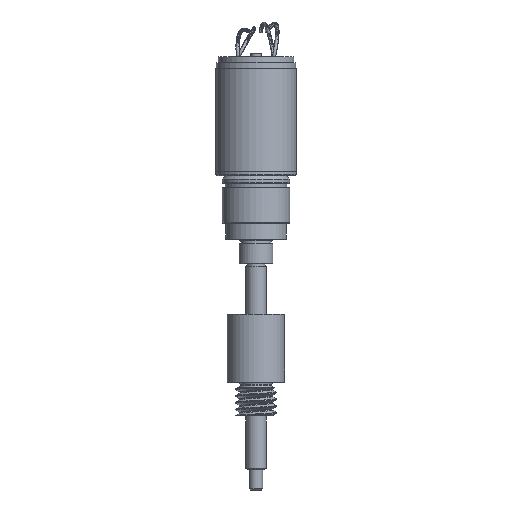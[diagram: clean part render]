
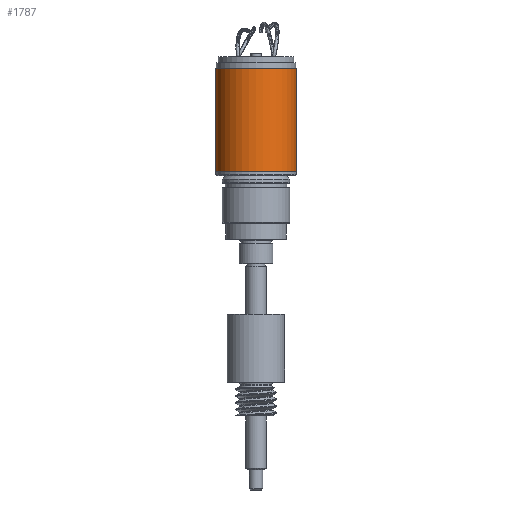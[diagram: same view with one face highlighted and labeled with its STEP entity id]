
A CAD part, front view. The second image highlights one B-rep face of the part: STEP entity #1787.
In plain terms, the highlighted cylindrical face has radius 6 mm (diameter 12 mm), a full revolution.
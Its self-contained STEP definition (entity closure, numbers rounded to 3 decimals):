
#207=FACE_OUTER_BOUND('',#327,.T.);
#327=EDGE_LOOP('',(#1501,#1502,#1503,#1504,#1505,#1506));
#441=CIRCLE('',#1994,6.);
#442=CIRCLE('',#1995,6.);
#445=CIRCLE('',#2000,6.);
#446=CIRCLE('',#2001,6.);
#581=LINE('',#6144,#670);
#670=VECTOR('',#2472,6.);
#825=VERTEX_POINT('',#6132);
#826=VERTEX_POINT('',#6133);
#829=VERTEX_POINT('',#6143);
#830=VERTEX_POINT('',#6145);
#1058=EDGE_CURVE('',#825,#826,#441,.T.);
#1059=EDGE_CURVE('',#826,#825,#442,.T.);
#1063=EDGE_CURVE('',#826,#829,#581,.T.);
#1064=EDGE_CURVE('',#830,#829,#445,.T.);
#1065=EDGE_CURVE('',#829,#830,#446,.T.);
#1501=ORIENTED_EDGE('',*,*,#1058,.F.);
#1502=ORIENTED_EDGE('',*,*,#1059,.F.);
#1503=ORIENTED_EDGE('',*,*,#1063,.T.);
#1504=ORIENTED_EDGE('',*,*,#1064,.F.);
#1505=ORIENTED_EDGE('',*,*,#1065,.F.);
#1506=ORIENTED_EDGE('',*,*,#1063,.F.);
#1587=CYLINDRICAL_SURFACE('',#1999,6.);
#1787=ADVANCED_FACE('',(#207),#1587,.T.);
#1994=AXIS2_PLACEMENT_3D('',#6134,#2459,#2460);
#1995=AXIS2_PLACEMENT_3D('',#6135,#2461,#2462);
#1999=AXIS2_PLACEMENT_3D('',#6142,#2470,#2471);
#2000=AXIS2_PLACEMENT_3D('',#6146,#2473,#2474);
#2001=AXIS2_PLACEMENT_3D('',#6147,#2475,#2476);
#2459=DIRECTION('center_axis',(0.,0.,
1.));
#2460=DIRECTION('ref_axis',(-1.,0.,0.));
#2461=DIRECTION('center_axis',(0.,0.,
1.));
#2462=DIRECTION('ref_axis',(-1.,0.,0.));
#2470=DIRECTION('center_axis',(0.,0.,
1.));
#2471=DIRECTION('ref_axis',(-1.,0.,0.));
#2472=DIRECTION('',(0.,0.,-1.));
#2473=DIRECTION('center_axis',(0.,0.,
-1.));
#2474=DIRECTION('ref_axis',(-1.,0.,0.));
#2475=DIRECTION('center_axis',(0.,0.,
-1.));
#2476=DIRECTION('ref_axis',(-1.,0.,0.));
#6132=CARTESIAN_POINT('',(-6.,0.002,25.4));
#6133=CARTESIAN_POINT('',(6.,-0.002,25.4));
#6134=CARTESIAN_POINT('Origin',(0.,0.,
25.4));
#6135=CARTESIAN_POINT('Origin',(0.,0.,
25.4));
#6142=CARTESIAN_POINT('Origin',(0.,0.,
9.5));
#6143=CARTESIAN_POINT('',(6.,-0.002,10.1));
#6144=CARTESIAN_POINT('',(6.,-0.002,9.5));
#6145=CARTESIAN_POINT('',(-6.,0.002,10.1));
#6146=CARTESIAN_POINT('Origin',(0.,0.,
10.1));
#6147=CARTESIAN_POINT('Origin',(0.,0.,
10.1));
